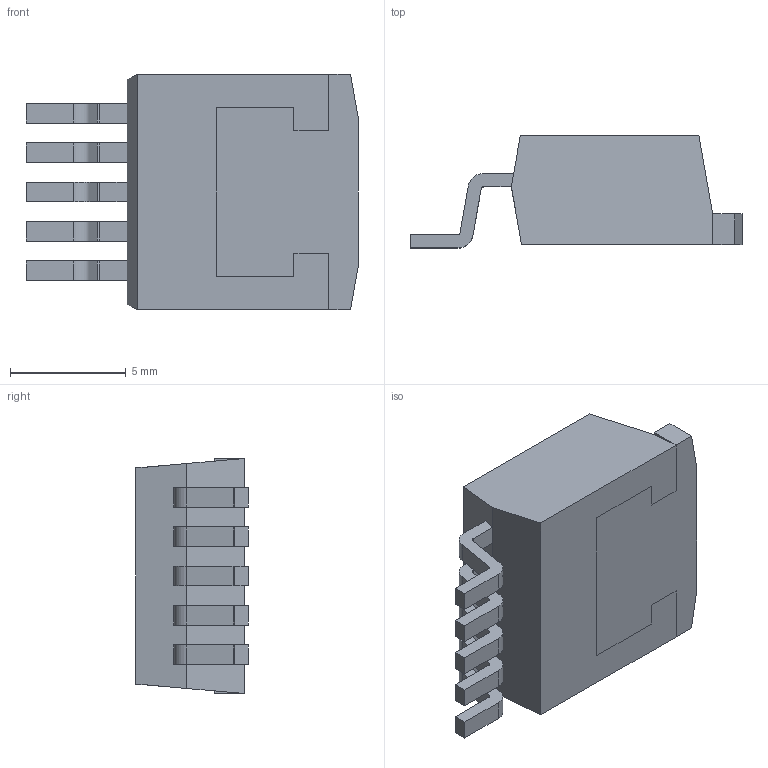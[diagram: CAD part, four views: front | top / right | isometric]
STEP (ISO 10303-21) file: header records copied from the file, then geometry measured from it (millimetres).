
FILE_DESCRIPTION (( 'STEP AP214' ), '1' );
FILE_NAME ('XL6009.STEP', '2025-02-14T19:16:58', ( '' ), ( '' ), 'SwSTEP 2.0', 'SolidWorks 2021', '' );
FILE_SCHEMA (( 'AUTOMOTIVE_DESIGN' ));
Length unit declared in the file: millimetre
Products named in the file (1): XL6009
Bounding box: 14.35 x 4.85 x 10.16 mm (x, y, z)
Volume: 411.1 mm3; surface area: 577.5 mm2
Topology: 7 solids, 7 shells, 103 faces, 265 edges, 176 vertices
Faces by surface type: plane 83, cylinder 20
Entity records: 3191 total; most frequent: CARTESIAN_POINT 545, ORIENTED_EDGE 530, DIRECTION 513, EDGE_CURVE 265, LINE 225, VECTOR 225, VERTEX_POINT 176, AXIS2_PLACEMENT_3D 144
